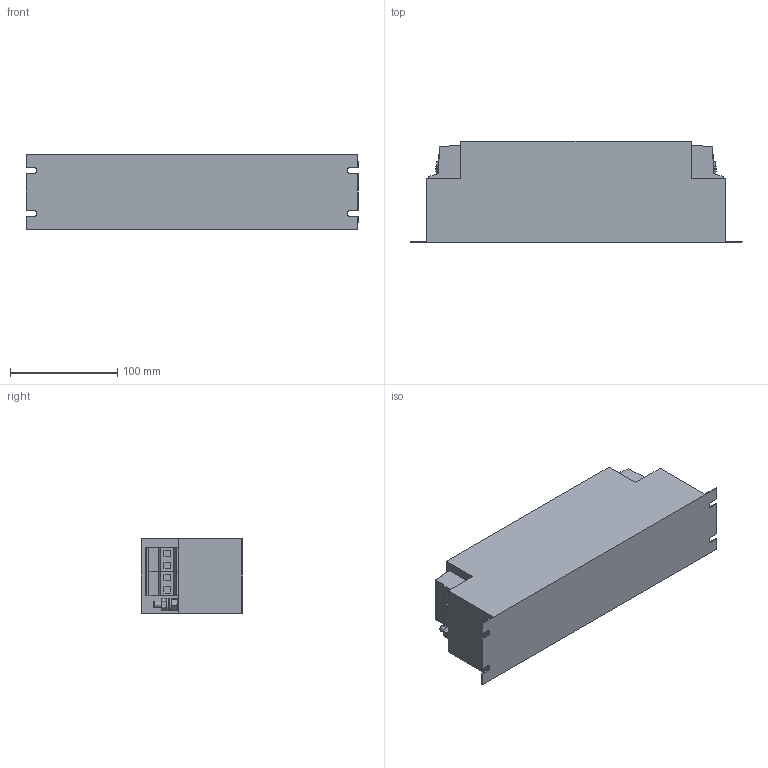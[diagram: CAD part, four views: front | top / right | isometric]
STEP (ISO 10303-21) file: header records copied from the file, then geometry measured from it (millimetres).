
FILE_DESCRIPTION (( 'STEP AP214' ), '1' );
FILE_NAME ('194638.STEP', '2020-05-28T22:41:41', ( '' ), ( '' ), 'SwSTEP 2.0', 'SolidWorks 2018', '' );
FILE_SCHEMA (( 'AUTOMOTIVE_DESIGN' ));
Length unit declared in the file: millimetre
Products named in the file (1): 194638
Bounding box: 310 x 95 x 70 mm (x, y, z)
Volume: 1765637.8 mm3; surface area: 109816.3 mm2
Topology: 1 solids, 1 shells, 274 faces, 662 edges, 414 vertices
Faces by surface type: plane 166, cone 52, cylinder 48, torus 8
Entity records: 8256 total; most frequent: CARTESIAN_POINT 1911, ORIENTED_EDGE 1324, DIRECTION 1260, EDGE_CURVE 662, AXIS2_PLACEMENT_3D 435, VERTEX_POINT 414, VECTOR 390, LINE 390
